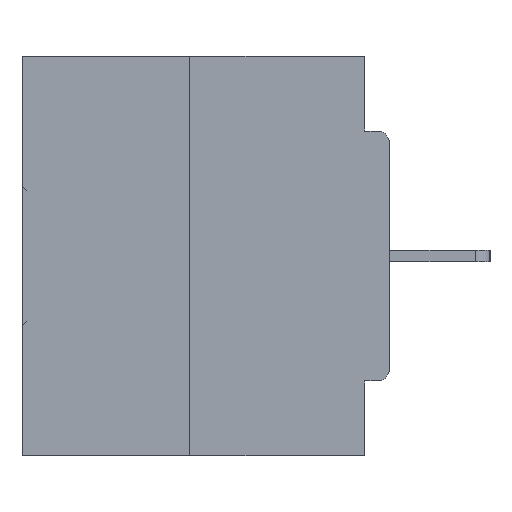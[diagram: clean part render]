
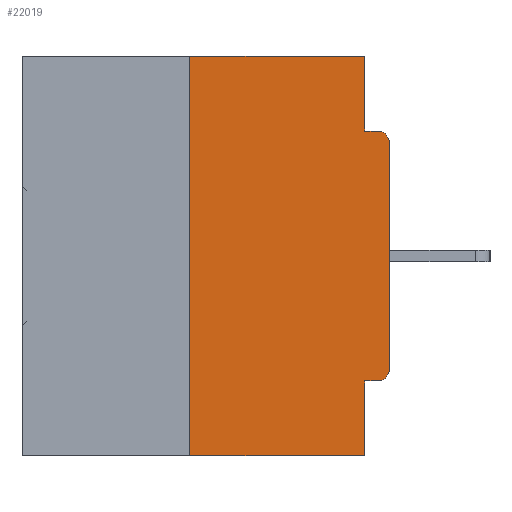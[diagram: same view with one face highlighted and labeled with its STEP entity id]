
A CAD part, left-side view. The second image highlights one B-rep face of the part: STEP entity #22019.
In plain terms, the highlighted planar face has unit normal (-1, 0, 0).
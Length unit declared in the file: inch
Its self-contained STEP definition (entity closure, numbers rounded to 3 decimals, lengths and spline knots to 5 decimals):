
#910 = LINE ( 'NONE', #32579, #33889 ) ;
#1273 = ORIENTED_EDGE ( 'NONE', *, *, #32260, .T. ) ;
#1852 = CARTESIAN_POINT ( 'NONE',  ( 0., 0.031, -0.0935 ) ) ;
#2672 = CARTESIAN_POINT ( 'NONE',  ( 0., 0.015, -0.1085 ) ) ;
#2677 = LINE ( 'NONE', #14258, #20817 ) ;
#3380 = VECTOR ( 'NONE', #21042, 39.37008 ) ;
#3590 = VECTOR ( 'NONE', #21118, 39.37008 ) ;
#3603 = CARTESIAN_POINT ( 'NONE',  ( 0., 0.46, -0.5 ) ) ;
#3630 = LINE ( 'NONE', #12756, #3590 ) ;
#3668 = CARTESIAN_POINT ( 'NONE',  ( 0., 0.031, -0.5 ) ) ;
#3814 = ORIENTED_EDGE ( 'NONE', *, *, #4990, .F. ) ;
#3923 = LINE ( 'NONE', #32581, #3380 ) ;
#4990 = EDGE_CURVE ( 'NONE', #29639, #18360, #14088, .T. ) ;
#6050 = DIRECTION ( 'NONE',  ( 0., 0., -1. ) ) ;
#6252 = DIRECTION ( 'NONE',  ( 1., 0., 0. ) ) ;
#7927 = CARTESIAN_POINT ( 'NONE',  ( 0., 0.015, -0.4065 ) ) ;
#8379 = AXIS2_PLACEMENT_3D ( 'NONE', #2672, #14064, #14252 ) ;
#8612 = VERTEX_POINT ( 'NONE', #19953 ) ;
#8887 = EDGE_CURVE ( 'NONE', #15439, #34054, #910, .T. ) ;
#9102 = PLANE ( 'NONE',  #37306 ) ;
#9423 = ORIENTED_EDGE ( 'NONE', *, *, #11998, .F. ) ;
#10389 = VERTEX_POINT ( 'NONE', #1852 ) ;
#11751 = CARTESIAN_POINT ( 'NONE',  ( 0., 0.031, 0. ) ) ;
#11998 = EDGE_CURVE ( 'NONE', #10389, #31977, #2677, .T. ) ;
#12649 = ORIENTED_EDGE ( 'NONE', *, *, #29341, .F. ) ;
#12756 = CARTESIAN_POINT ( 'NONE',  ( 0., 0.031, -0.5 ) ) ;
#13408 = EDGE_CURVE ( 'NONE', #27207, #15439, #29223, .T. ) ;
#13816 = CARTESIAN_POINT ( 'NONE',  ( 0., 0.031, 0. ) ) ;
#14064 = DIRECTION ( 'NONE',  ( -1., 0., 0. ) ) ;
#14088 = LINE ( 'NONE', #16591, #26545 ) ;
#14252 = DIRECTION ( 'NONE',  ( 0., 0., -1. ) ) ;
#14258 = CARTESIAN_POINT ( 'NONE',  ( 0., 0., -0.0935 ) ) ;
#14579 = EDGE_CURVE ( 'NONE', #27207, #21344, #23739, .T. ) ;
#14807 = FACE_OUTER_BOUND ( 'NONE', #35399, .T. ) ;
#14948 = EDGE_CURVE ( 'NONE', #16831, #8612, #3923, .T. ) ;
#15020 = DIRECTION ( 'NONE',  ( 0., -1., 0. ) ) ;
#15390 = CARTESIAN_POINT ( 'NONE',  ( 0., 0.25, -0.5 ) ) ;
#15439 = VERTEX_POINT ( 'NONE', #36421 ) ;
#16591 = CARTESIAN_POINT ( 'NONE',  ( 0., 0., -0.4065 ) ) ;
#16831 = VERTEX_POINT ( 'NONE', #34682 ) ;
#17092 = LINE ( 'NONE', #11751, #27258 ) ;
#17148 = CARTESIAN_POINT ( 'NONE',  ( 0., 0.015, -0.0935 ) ) ;
#17298 = DIRECTION ( 'NONE',  ( 0., 0., -1. ) ) ;
#17871 = CARTESIAN_POINT ( 'NONE',  ( 0., 0.25, 0. ) ) ;
#18360 = VERTEX_POINT ( 'NONE', #28777 ) ;
#18829 = DIRECTION ( 'NONE',  ( -1., 0., 0. ) ) ;
#19182 = DIRECTION ( 'NONE',  ( 0., 0., -1. ) ) ;
#19845 = CIRCLE ( 'NONE', #33715, 0.015 ) ;
#19953 = CARTESIAN_POINT ( 'NONE',  ( 0., 0., -0.1085 ) ) ;
#20817 = VECTOR ( 'NONE', #25642, 39.37008 ) ;
#21042 = DIRECTION ( 'NONE',  ( 0., 0., 1. ) ) ;
#21118 = DIRECTION ( 'NONE',  ( 0., 0., -1. ) ) ;
#21344 = VERTEX_POINT ( 'NONE', #3668 ) ;
#22019 = ADVANCED_FACE ( 'NONE', ( #14807 ), #9102, .F. ) ;
#22369 = ORIENTED_EDGE ( 'NONE', *, *, #25826, .T. ) ;
#22950 = ORIENTED_EDGE ( 'NONE', *, *, #14948, .T. ) ;
#23739 = LINE ( 'NONE', #3603, #28829 ) ;
#23876 = DIRECTION ( 'NONE',  ( 0., -1., 0. ) ) ;
#25642 = DIRECTION ( 'NONE',  ( 0., -1., 0. ) ) ;
#25826 = EDGE_CURVE ( 'NONE', #8612, #31977, #28379, .T. ) ;
#26545 = VECTOR ( 'NONE', #37244, 39.37008 ) ;
#26568 = DIRECTION ( 'NONE',  ( 0., 0., 1. ) ) ;
#27207 = VERTEX_POINT ( 'NONE', #15390 ) ;
#27258 = VECTOR ( 'NONE', #6050, 39.37008 ) ;
#27878 = ORIENTED_EDGE ( 'NONE', *, *, #36444, .F. ) ;
#28379 = CIRCLE ( 'NONE', #8379, 0.015 ) ;
#28777 = CARTESIAN_POINT ( 'NONE',  ( 0., 0.031, -0.4065 ) ) ;
#28829 = VECTOR ( 'NONE', #15020, 39.37008 ) ;
#29223 = LINE ( 'NONE', #17871, #35303 ) ;
#29341 = EDGE_CURVE ( 'NONE', #34054, #10389, #17092, .T. ) ;
#29488 = ORIENTED_EDGE ( 'NONE', *, *, #8887, .F. ) ;
#29639 = VERTEX_POINT ( 'NONE', #7927 ) ;
#30320 = ORIENTED_EDGE ( 'NONE', *, *, #14579, .T. ) ;
#31977 = VERTEX_POINT ( 'NONE', #17148 ) ;
#32230 = CARTESIAN_POINT ( 'NONE',  ( 0., 0.46, 0. ) ) ;
#32260 = EDGE_CURVE ( 'NONE', #29639, #16831, #19845, .T. ) ;
#32579 = CARTESIAN_POINT ( 'NONE',  ( 0., 0.46, 0. ) ) ;
#32581 = CARTESIAN_POINT ( 'NONE',  ( 0., 0., 0. ) ) ;
#33573 = CARTESIAN_POINT ( 'NONE',  ( 0., 0.015, -0.3915 ) ) ;
#33715 = AXIS2_PLACEMENT_3D ( 'NONE', #33573, #18829, #19182 ) ;
#33889 = VECTOR ( 'NONE', #23876, 39.37008 ) ;
#34054 = VERTEX_POINT ( 'NONE', #13816 ) ;
#34682 = CARTESIAN_POINT ( 'NONE',  ( 0., 0., -0.3915 ) ) ;
#35303 = VECTOR ( 'NONE', #26568, 39.37008 ) ;
#35399 = EDGE_LOOP ( 'NONE', ( #29488, #36015, #30320, #27878, #3814, #1273, #22950, #22369, #9423, #12649 ) ) ;
#36015 = ORIENTED_EDGE ( 'NONE', *, *, #13408, .F. ) ;
#36421 = CARTESIAN_POINT ( 'NONE',  ( 0., 0.25, 0. ) ) ;
#36444 = EDGE_CURVE ( 'NONE', #18360, #21344, #3630, .T. ) ;
#37244 = DIRECTION ( 'NONE',  ( 0., 1., 0. ) ) ;
#37306 = AXIS2_PLACEMENT_3D ( 'NONE', #32230, #6252, #17298 ) ;
